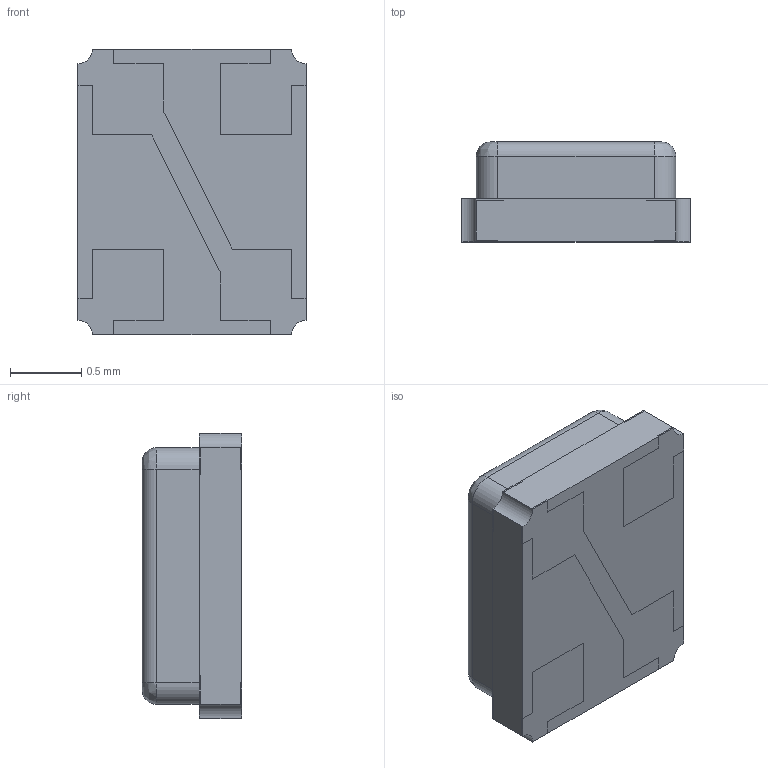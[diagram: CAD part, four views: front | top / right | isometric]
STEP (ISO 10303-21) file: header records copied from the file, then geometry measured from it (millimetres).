
FILE_DESCRIPTION ( ( 'STEP AP214' ), '1' );
FILE_NAME ( 'XRCGB32M000F2P01R0.STEP', '', ( '' ), ( '' ), '', '', '' );
FILE_SCHEMA (( 'AUTOMOTIVE_DESIGN' ));
Length unit declared in the file: millimetre
Products named in the file (1): XRCGB32M000F2P01R0
Bounding box: 1.6 x 0.7 x 2 mm (x, y, z)
Volume: 1.9 mm3; surface area: 19.3 mm2
Topology: 5 solids, 5 shells, 286 faces, 762 edges, 500 vertices
Faces by surface type: plane 195, bspline 71, cylinder 20
Entity records: 14417 total; most frequent: CARTESIAN_POINT 5720, ORIENTED_EDGE 1524, DIRECTION 1096, EDGE_CURVE 762, VECTOR 584, LINE 584, VERTEX_POINT 500, EDGE_LOOP 300
